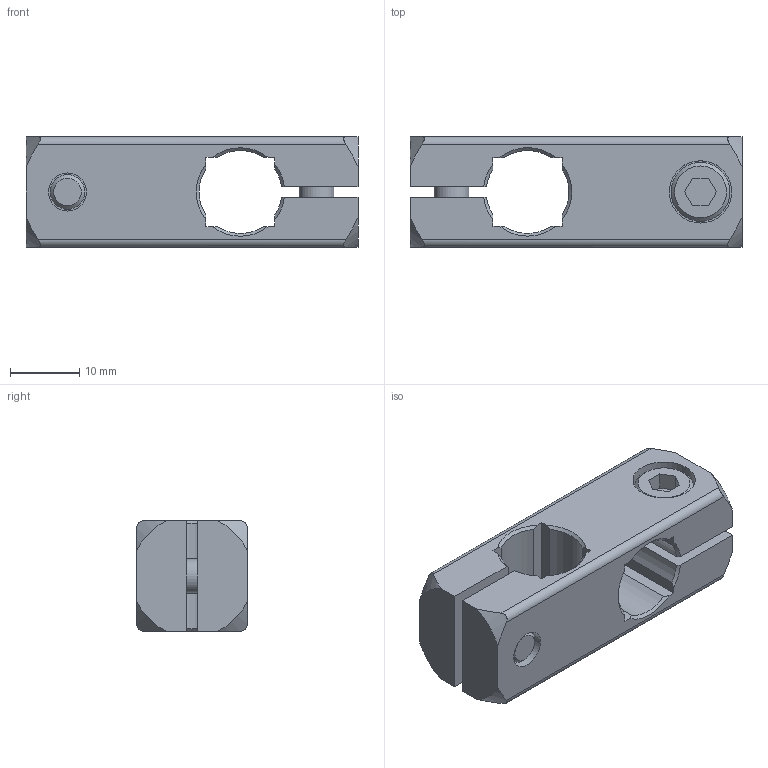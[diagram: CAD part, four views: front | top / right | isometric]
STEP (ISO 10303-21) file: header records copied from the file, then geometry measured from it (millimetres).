
FILE_DESCRIPTION(/* description */ ('STEP AP214'),/* implementation_level */ '2;1');
FILE_NAME(/* name */ 'ipf_z3d_AY000166.stp',/* time_stamp */ '2021-06-21T14:45:24+02:00',/* author */ ('g.aydin'),/* organization */ ('CADENAS'),/* preprocessor_version */ 'ST-DEVELOPER v18.1',/* originating_system */ 'Autodesk Inventor 2021',/* authorisation */ ' ');
FILE_SCHEMA (('AUTOMOTIVE_DESIGN { 1 0 10303 214 3 1 1 }'));
Length unit declared in the file: millimetre
Products named in the file (1): ipf_z3d_AY000166
Bounding box: 48 x 16 x 16 mm (x, y, z)
Volume: 7635.9 mm3; surface area: 5971.4 mm2
Topology: 1 solids, 1 shells, 106 faces, 298 edges, 204 vertices
Faces by surface type: plane 50, cone 32, cylinder 24
Full cylindrical faces by diameter (mm): 5 x2, 5.5 x4, 8.5 x2, 9 x2
Entity records: 3559 total; most frequent: CARTESIAN_POINT 833, ORIENTED_EDGE 596, DIRECTION 540, EDGE_CURVE 298, VERTEX_POINT 204, AXIS2_PLACEMENT_3D 199, LINE 142, VECTOR 142
